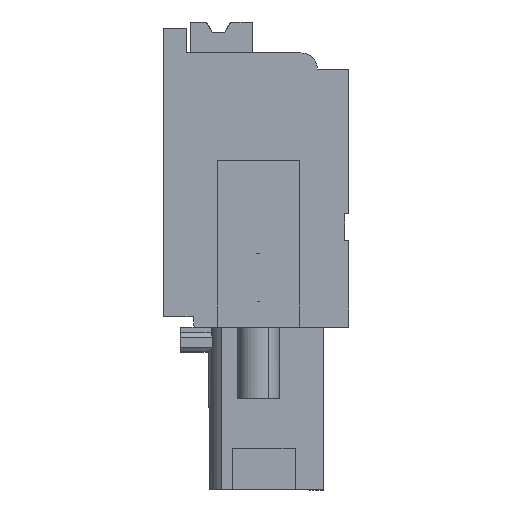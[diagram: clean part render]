
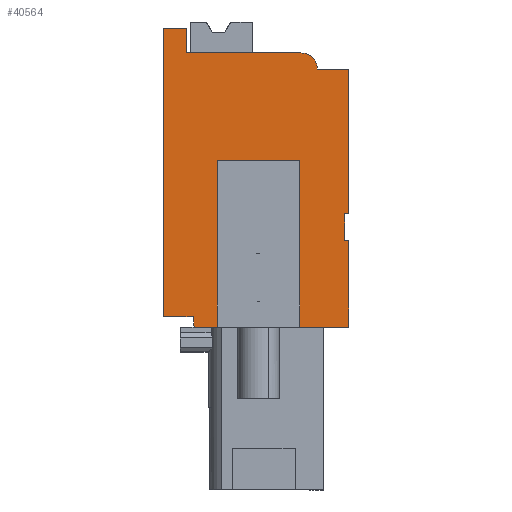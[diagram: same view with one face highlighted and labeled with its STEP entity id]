
A CAD part, left-side view. The second image highlights one B-rep face of the part: STEP entity #40564.
In plain terms, the highlighted planar face has unit normal (-1, 0, 0).
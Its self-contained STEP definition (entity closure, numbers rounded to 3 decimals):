
#5901=AXIS2_PLACEMENT_3D('Circle Axis2P3D',#5899,#5900,$) ;
#40542=AXIS2_PLACEMENT_3D('Plane Axis2P3D',#40539,#40540,#40541) ;
#234=CARTESIAN_POINT('Vertex',(3.3,7.545,8.4)) ;
#794=CARTESIAN_POINT('Vertex',(3.3,7.501,7.9)) ;
#797=CARTESIAN_POINT('Line Origine',(3.3,7.523,8.15)) ;
#1404=CARTESIAN_POINT('Vertex',(3.3,9.,8.4)) ;
#1412=CARTESIAN_POINT('Line Origine',(3.3,8.272,8.4)) ;
#1784=CARTESIAN_POINT('Line Origine',(3.3,9.,15.4)) ;
#1788=CARTESIAN_POINT('Vertex',(3.3,9.,22.4)) ;
#2513=CARTESIAN_POINT('Vertex',(3.3,7.85,22.4)) ;
#2521=CARTESIAN_POINT('Line Origine',(3.3,8.425,22.4)) ;
#2742=CARTESIAN_POINT('Vertex',(3.3,7.85,21.2)) ;
#2750=CARTESIAN_POINT('Line Origine',(3.3,7.85,21.8)) ;
#2894=CARTESIAN_POINT('Line Origine',(3.3,5.087,21.2)) ;
#2898=CARTESIAN_POINT('Vertex',(3.3,2.325,21.2)) ;
#5899=CARTESIAN_POINT('Axis2P3D Location',(3.3,2.325,20.4)) ;
#5903=CARTESIAN_POINT('Vertex',(3.3,1.525,20.4)) ;
#6466=CARTESIAN_POINT('Vertex',(3.3,0.,20.4)) ;
#6474=CARTESIAN_POINT('Line Origine',(3.3,0.763,20.4)) ;
#6521=CARTESIAN_POINT('Vertex',(3.3,0.,12.1)) ;
#6535=CARTESIAN_POINT('Vertex',(3.3,0.2,12.1)) ;
#6538=CARTESIAN_POINT('Line Origine',(3.3,0.1,12.1)) ;
#6566=CARTESIAN_POINT('Vertex',(3.3,0.2,13.4)) ;
#6569=CARTESIAN_POINT('Line Origine',(3.3,0.2,12.75)) ;
#6592=CARTESIAN_POINT('Vertex',(3.3,0.,13.4)) ;
#6595=CARTESIAN_POINT('Line Origine',(3.3,0.1,13.4)) ;
#6743=CARTESIAN_POINT('Line Origine',(3.3,0.,16.9)) ;
#6760=CARTESIAN_POINT('Line Origine',(3.3,0.,10.)) ;
#6764=CARTESIAN_POINT('Vertex',(3.3,0.,7.9)) ;
#12099=CARTESIAN_POINT('Line Origine',(3.3,1.187,7.9)) ;
#12103=CARTESIAN_POINT('Vertex',(3.3,2.375,7.9)) ;
#12124=CARTESIAN_POINT('Vertex',(3.3,6.375,7.9)) ;
#12127=CARTESIAN_POINT('Line Origine',(3.3,6.938,7.9)) ;
#40450=CARTESIAN_POINT('Vertex',(3.3,6.375,16.)) ;
#40464=CARTESIAN_POINT('Vertex',(3.3,2.375,16.)) ;
#40467=CARTESIAN_POINT('Line Origine',(3.3,4.375,16.)) ;
#40488=CARTESIAN_POINT('Line Origine',(3.3,6.375,11.95)) ;
#40527=CARTESIAN_POINT('Line Origine',(3.3,2.375,11.95)) ;
#40539=CARTESIAN_POINT('Axis2P3D Location',(3.3,0.,0.)) ;
#798=DIRECTION('Vector Direction',(0.,0.087,0.996)) ;
#1413=DIRECTION('Vector Direction',(0.,-1.,0.)) ;
#1785=DIRECTION('Vector Direction',(0.,0.,1.)) ;
#2522=DIRECTION('Vector Direction',(0.,-1.,0.)) ;
#2751=DIRECTION('Vector Direction',(0.,0.,-1.)) ;
#2895=DIRECTION('Vector Direction',(0.,-1.,0.)) ;
#5900=DIRECTION('Axis2P3D Direction',(-1.,-0.,0.)) ;
#6475=DIRECTION('Vector Direction',(0.,-1.,0.)) ;
#6539=DIRECTION('Vector Direction',(0.,-1.,0.)) ;
#6570=DIRECTION('Vector Direction',(0.,0.,1.)) ;
#6596=DIRECTION('Vector Direction',(0.,1.,0.)) ;
#6744=DIRECTION('Vector Direction',(0.,0.,1.)) ;
#6761=DIRECTION('Vector Direction',(0.,0.,1.)) ;
#12100=DIRECTION('Vector Direction',(0.,1.,0.)) ;
#12128=DIRECTION('Vector Direction',(0.,1.,0.)) ;
#40468=DIRECTION('Vector Direction',(0.,-1.,0.)) ;
#40489=DIRECTION('Vector Direction',(0.,0.,-1.)) ;
#40528=DIRECTION('Vector Direction',(0.,0.,1.)) ;
#40540=DIRECTION('Axis2P3D Direction',(-1.,0.,0.)) ;
#40541=DIRECTION('Axis2P3D XDirection',(0.,0.,1.)) ;
#799=VECTOR('Line Direction',#798,1.) ;
#1414=VECTOR('Line Direction',#1413,1.) ;
#1786=VECTOR('Line Direction',#1785,1.) ;
#2523=VECTOR('Line Direction',#2522,1.) ;
#2752=VECTOR('Line Direction',#2751,1.) ;
#2896=VECTOR('Line Direction',#2895,1.) ;
#6476=VECTOR('Line Direction',#6475,1.) ;
#6540=VECTOR('Line Direction',#6539,1.) ;
#6571=VECTOR('Line Direction',#6570,1.) ;
#6597=VECTOR('Line Direction',#6596,1.) ;
#6745=VECTOR('Line Direction',#6744,1.) ;
#6762=VECTOR('Line Direction',#6761,1.) ;
#12101=VECTOR('Line Direction',#12100,1.) ;
#12129=VECTOR('Line Direction',#12128,1.) ;
#40469=VECTOR('Line Direction',#40468,1.) ;
#40490=VECTOR('Line Direction',#40489,1.) ;
#40529=VECTOR('Line Direction',#40528,1.) ;
#40545=ORIENTED_EDGE('',*,*,#12105,.F.) ;
#40546=ORIENTED_EDGE('',*,*,#6766,.T.) ;
#40547=ORIENTED_EDGE('',*,*,#6542,.F.) ;
#40548=ORIENTED_EDGE('',*,*,#6573,.T.) ;
#40549=ORIENTED_EDGE('',*,*,#6599,.F.) ;
#40550=ORIENTED_EDGE('',*,*,#6747,.T.) ;
#40551=ORIENTED_EDGE('',*,*,#6478,.F.) ;
#40552=ORIENTED_EDGE('',*,*,#5905,.T.) ;
#40553=ORIENTED_EDGE('',*,*,#2900,.F.) ;
#40554=ORIENTED_EDGE('',*,*,#2754,.F.) ;
#40555=ORIENTED_EDGE('',*,*,#2525,.F.) ;
#40556=ORIENTED_EDGE('',*,*,#1790,.F.) ;
#40557=ORIENTED_EDGE('',*,*,#1416,.T.) ;
#40558=ORIENTED_EDGE('',*,*,#801,.F.) ;
#40559=ORIENTED_EDGE('',*,*,#12131,.F.) ;
#40560=ORIENTED_EDGE('',*,*,#40492,.F.) ;
#40561=ORIENTED_EDGE('',*,*,#40471,.T.) ;
#40562=ORIENTED_EDGE('',*,*,#40531,.F.) ;
#40564=ADVANCED_FACE('housing',(#40563),#40543,.T.) ;
#5902=CIRCLE('generated circle',#5901,0.8) ;
#801=EDGE_CURVE('',#795,#235,#800,.T.) ;
#1416=EDGE_CURVE('',#1405,#235,#1415,.T.) ;
#1790=EDGE_CURVE('',#1405,#1789,#1787,.T.) ;
#2525=EDGE_CURVE('',#1789,#2514,#2524,.T.) ;
#2754=EDGE_CURVE('',#2514,#2743,#2753,.T.) ;
#2900=EDGE_CURVE('',#2743,#2899,#2897,.T.) ;
#5905=EDGE_CURVE('',#5904,#2899,#5902,.T.) ;
#6478=EDGE_CURVE('',#5904,#6467,#6477,.T.) ;
#6542=EDGE_CURVE('',#6536,#6522,#6541,.T.) ;
#6573=EDGE_CURVE('',#6536,#6567,#6572,.T.) ;
#6599=EDGE_CURVE('',#6593,#6567,#6598,.T.) ;
#6747=EDGE_CURVE('',#6593,#6467,#6746,.T.) ;
#6766=EDGE_CURVE('',#6765,#6522,#6763,.T.) ;
#12105=EDGE_CURVE('',#6765,#12104,#12102,.T.) ;
#12131=EDGE_CURVE('',#12125,#795,#12130,.T.) ;
#40471=EDGE_CURVE('',#40451,#40465,#40470,.T.) ;
#40492=EDGE_CURVE('',#40451,#12125,#40491,.T.) ;
#40531=EDGE_CURVE('',#12104,#40465,#40530,.T.) ;
#40544=EDGE_LOOP('',(#40545,#40546,#40547,#40548,#40549,#40550,#40551,#40552,#40553,#40554,#40555,#40556,#40557,#40558,#40559,#40560,#40561,#40562)) ;
#40563=FACE_OUTER_BOUND('',#40544,.T.) ;
#800=LINE('Line',#797,#799) ;
#1415=LINE('Line',#1412,#1414) ;
#1787=LINE('Line',#1784,#1786) ;
#2524=LINE('Line',#2521,#2523) ;
#2753=LINE('Line',#2750,#2752) ;
#2897=LINE('Line',#2894,#2896) ;
#6477=LINE('Line',#6474,#6476) ;
#6541=LINE('Line',#6538,#6540) ;
#6572=LINE('Line',#6569,#6571) ;
#6598=LINE('Line',#6595,#6597) ;
#6746=LINE('Line',#6743,#6745) ;
#6763=LINE('Line',#6760,#6762) ;
#12102=LINE('Line',#12099,#12101) ;
#12130=LINE('Line',#12127,#12129) ;
#40470=LINE('Line',#40467,#40469) ;
#40491=LINE('Line',#40488,#40490) ;
#40530=LINE('Line',#40527,#40529) ;
#40543=PLANE('',#40542) ;
#235=VERTEX_POINT('',#234) ;
#795=VERTEX_POINT('',#794) ;
#1405=VERTEX_POINT('',#1404) ;
#1789=VERTEX_POINT('',#1788) ;
#2514=VERTEX_POINT('',#2513) ;
#2743=VERTEX_POINT('',#2742) ;
#2899=VERTEX_POINT('',#2898) ;
#5904=VERTEX_POINT('',#5903) ;
#6467=VERTEX_POINT('',#6466) ;
#6522=VERTEX_POINT('',#6521) ;
#6536=VERTEX_POINT('',#6535) ;
#6567=VERTEX_POINT('',#6566) ;
#6593=VERTEX_POINT('',#6592) ;
#6765=VERTEX_POINT('',#6764) ;
#12104=VERTEX_POINT('',#12103) ;
#12125=VERTEX_POINT('',#12124) ;
#40451=VERTEX_POINT('',#40450) ;
#40465=VERTEX_POINT('',#40464) ;
